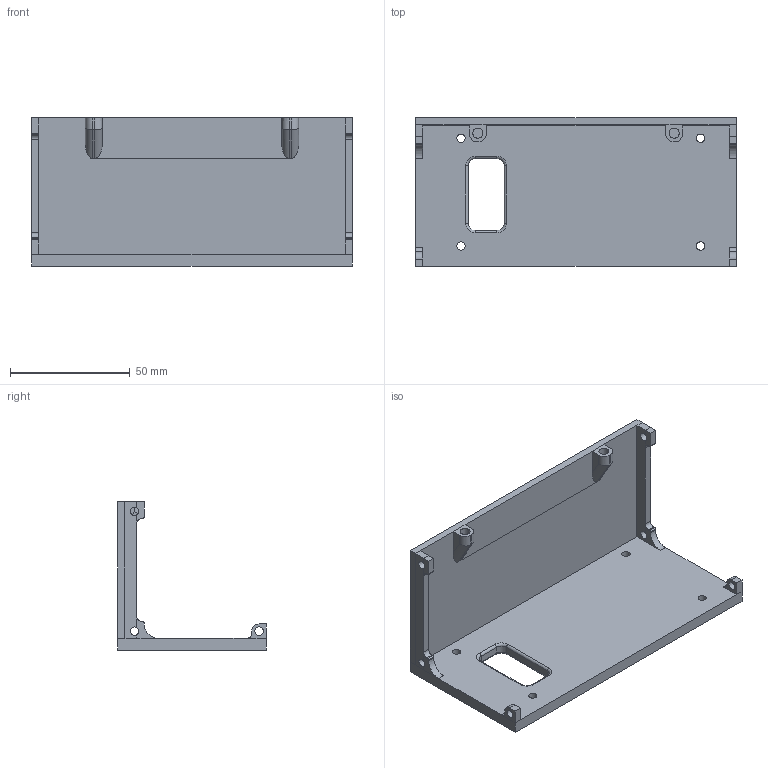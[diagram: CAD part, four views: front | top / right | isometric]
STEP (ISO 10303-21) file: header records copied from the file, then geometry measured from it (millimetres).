
FILE_DESCRIPTION(('FreeCAD Model'),'2;1');
FILE_NAME('Open CASCADE Shape Model','2024-08-17T21:23:29',(''),(''), 'Open CASCADE STEP processor 7.6','FreeCAD','Unknown');
FILE_SCHEMA(('AUTOMOTIVE_DESIGN { 1 0 10303 214 1 1 1 1 }'));
Length unit declared in the file: millimetre
Products named in the file (1): Fillet016
Bounding box: 134 x 62 x 62 mm (x, y, z)
Volume: 64872.8 mm3; surface area: 35908 mm2
Topology: 1 solids, 1 shells, 118 faces, 332 edges, 210 vertices
Faces by surface type: plane 64, cylinder 46, torus 8
Full cylindrical faces by diameter (mm): 3.5 x10, 4.2 x2
Entity records: 3862 total; most frequent: DIRECTION 682, ORIENTED_EDGE 664, CARTESIAN_POINT 661, EDGE_CURVE 332, AXIS2_PLACEMENT_3D 231, LINE 220, VECTOR 220, VERTEX_POINT 210
